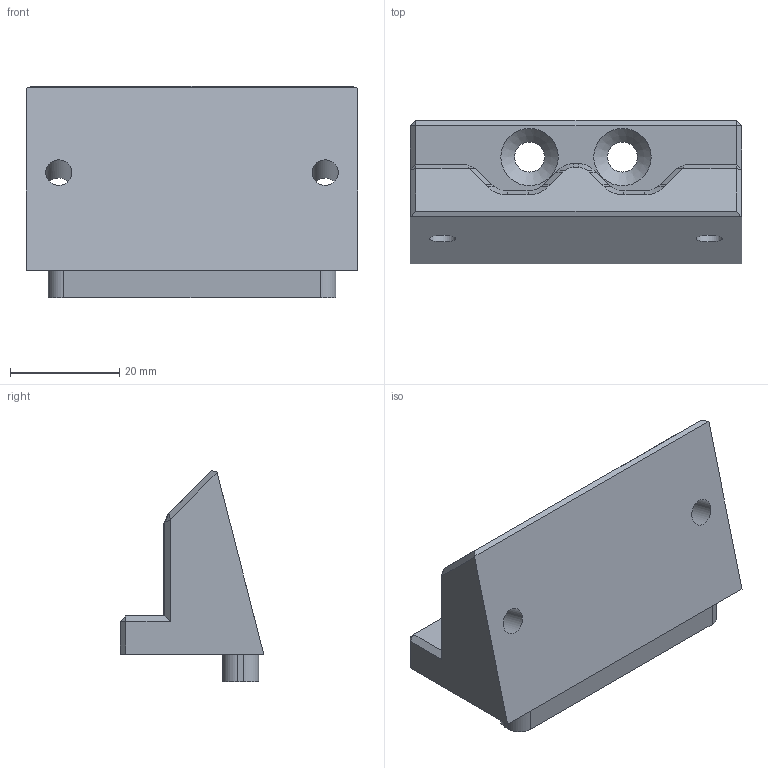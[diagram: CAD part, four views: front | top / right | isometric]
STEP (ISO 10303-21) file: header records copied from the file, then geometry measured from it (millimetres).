
FILE_DESCRIPTION(/* description */ (''),/* implementation_level */ '2;1');
FILE_NAME(/* name */ 'Battitacco PER PERNO V3.step',/* time_stamp */ '2026-02-13T14:41:12+01:00',/* author */ (''),/* organization */ (''),/* preprocessor_version */ 'ST-DEVELOPER v20.1',/* originating_system */ 'Autodesk Translation Framework v14.24.0.0',/* authorisation */ '');
FILE_SCHEMA (('AUTOMOTIVE_DESIGN { 1 0 10303 214 3 1 1 }'));
Length unit declared in the file: millimetre
Products named in the file (1): Battitacco PER PERNO V3
Bounding box: 60.61 x 26.28 x 38.61 mm (x, y, z)
Volume: 27618 mm3; surface area: 8580.2 mm2
Topology: 1 solids, 1 shells, 76 faces, 187 edges, 114 vertices
Faces by surface type: plane 48, cylinder 14, bspline 12, cone 2
Full cylindrical faces by diameter (mm): 4.8 x2, 5.5 x2
Entity records: 2437 total; most frequent: CARTESIAN_POINT 675, ORIENTED_EDGE 374, DIRECTION 316, EDGE_CURVE 187, LINE 134, VECTOR 134, VERTEX_POINT 114, AXIS2_PLACEMENT_3D 91
